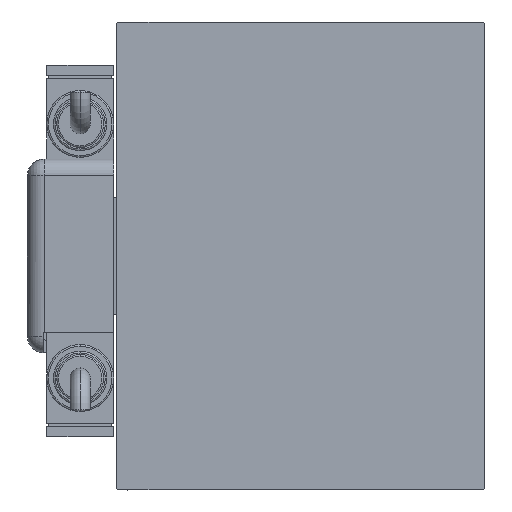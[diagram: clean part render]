
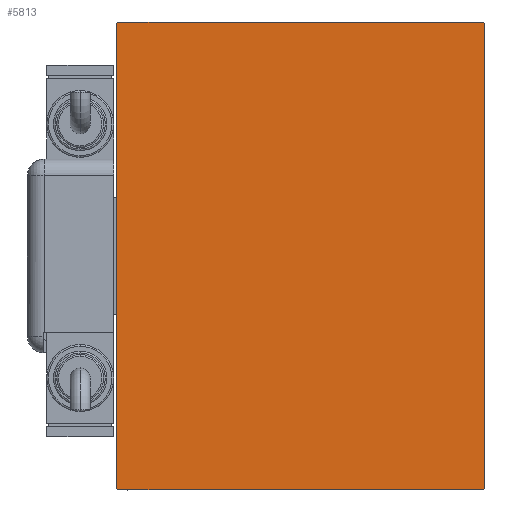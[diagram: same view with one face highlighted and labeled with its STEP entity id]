
A CAD part, left-side view. The second image highlights one B-rep face of the part: STEP entity #5813.
In plain terms, the highlighted face is planar.
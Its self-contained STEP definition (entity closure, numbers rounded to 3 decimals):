
#1306 = DIRECTION ( 'NONE',  ( 1., 0., 0. ) ) ;
#1401 = EDGE_LOOP ( 'NONE', ( #12865, #29758, #40588, #50902, #39621, #52240, #54338, #27974 ) ) ;
#3030 = EDGE_CURVE ( 'NONE', #19342, #42672, #11898, .T. ) ;
#3863 = LINE ( 'NONE', #31271, #33770 ) ;
#4396 = VECTOR ( 'NONE', #6540, 1000. ) ;
#5813 = ADVANCED_FACE ( 'NONE', ( #20087 ), #42429, .T. ) ;
#6540 = DIRECTION ( 'NONE',  ( 0., -0.707, 0.707 ) ) ;
#8302 = VERTEX_POINT ( 'NONE', #49495 ) ;
#11898 = LINE ( 'NONE', #57724, #51769 ) ;
#12865 = ORIENTED_EDGE ( 'NONE', *, *, #54061, .T. ) ;
#15317 = CARTESIAN_POINT ( 'NONE',  ( 173., 0., 0. ) ) ;
#17135 = CARTESIAN_POINT ( 'NONE',  ( 173., 55., 70. ) ) ;
#17154 = VERTEX_POINT ( 'NONE', #23826 ) ;
#17782 = LINE ( 'NONE', #45185, #54660 ) ;
#17998 = VERTEX_POINT ( 'NONE', #33739 ) ;
#18772 = CARTESIAN_POINT ( 'NONE',  ( 173., -62.35, -62.35 ) ) ;
#19257 = CARTESIAN_POINT ( 'NONE',  ( 173., 54.7, 70. ) ) ;
#19342 = VERTEX_POINT ( 'NONE', #47859 ) ;
#20087 = FACE_OUTER_BOUND ( 'NONE', #1401, .T. ) ;
#22068 = DIRECTION ( 'NONE',  ( 0., 0.707, -0.707 ) ) ;
#23391 = CARTESIAN_POINT ( 'NONE',  ( 173., 54.7, -70. ) ) ;
#23826 = CARTESIAN_POINT ( 'NONE',  ( 173., -54.7, -70. ) ) ;
#27974 = ORIENTED_EDGE ( 'NONE', *, *, #42805, .T. ) ;
#28889 = VECTOR ( 'NONE', #47342, 1000. ) ;
#28928 = DIRECTION ( 'NONE',  ( 0., -0.707, -0.707 ) ) ;
#29155 = CARTESIAN_POINT ( 'NONE',  ( 173., 62.35, 62.35 ) ) ;
#29706 = EDGE_CURVE ( 'NONE', #17998, #19342, #41772, .T. ) ;
#29758 = ORIENTED_EDGE ( 'NONE', *, *, #54502, .T. ) ;
#29949 = VECTOR ( 'NONE', #31732, 1000. ) ;
#30065 = DIRECTION ( 'NONE',  ( 0., 0., -1. ) ) ;
#30525 = VECTOR ( 'NONE', #28928, 1000. ) ;
#31271 = CARTESIAN_POINT ( 'NONE',  ( 173., -55., -70. ) ) ;
#31732 = DIRECTION ( 'NONE',  ( 0., -1., 0. ) ) ;
#32564 = VERTEX_POINT ( 'NONE', #19257 ) ;
#33739 = CARTESIAN_POINT ( 'NONE',  ( 173., -54.7, 70. ) ) ;
#33770 = VECTOR ( 'NONE', #49423, 1000. ) ;
#34752 = AXIS2_PLACEMENT_3D ( 'NONE', #15317, #1306, #55204 ) ;
#37712 = VERTEX_POINT ( 'NONE', #49020 ) ;
#39102 = CARTESIAN_POINT ( 'NONE',  ( 173., -55., -69.7 ) ) ;
#39621 = ORIENTED_EDGE ( 'NONE', *, *, #51430, .T. ) ;
#40089 = LINE ( 'NONE', #17135, #29949 ) ;
#40588 = ORIENTED_EDGE ( 'NONE', *, *, #40636, .T. ) ;
#40636 = EDGE_CURVE ( 'NONE', #37712, #8302, #42614, .T. ) ;
#41772 = LINE ( 'NONE', #46787, #30525 ) ;
#42429 = PLANE ( 'NONE',  #34752 ) ;
#42614 = LINE ( 'NONE', #43199, #28889 ) ;
#42672 = VERTEX_POINT ( 'NONE', #39102 ) ;
#42805 = EDGE_CURVE ( 'NONE', #42672, #17154, #49479, .T. ) ;
#43199 = CARTESIAN_POINT ( 'NONE',  ( 173., 55., -70. ) ) ;
#43249 = VECTOR ( 'NONE', #22068, 1000. ) ;
#43642 = VERTEX_POINT ( 'NONE', #23391 ) ;
#45185 = CARTESIAN_POINT ( 'NONE',  ( 173., 62.35, -62.35 ) ) ;
#46787 = CARTESIAN_POINT ( 'NONE',  ( 173., -62.35, 62.35 ) ) ;
#47342 = DIRECTION ( 'NONE',  ( 0., 0., 1. ) ) ;
#47859 = CARTESIAN_POINT ( 'NONE',  ( 173., -55., 69.7 ) ) ;
#48458 = DIRECTION ( 'NONE',  ( 0., 0.707, 0.707 ) ) ;
#49020 = CARTESIAN_POINT ( 'NONE',  ( 173., 55., -69.7 ) ) ;
#49423 = DIRECTION ( 'NONE',  ( 0., 1., 0. ) ) ;
#49479 = LINE ( 'NONE', #18772, #43249 ) ;
#49495 = CARTESIAN_POINT ( 'NONE',  ( 173., 55., 69.7 ) ) ;
#50902 = ORIENTED_EDGE ( 'NONE', *, *, #58356, .T. ) ;
#51430 = EDGE_CURVE ( 'NONE', #32564, #17998, #40089, .T. ) ;
#51769 = VECTOR ( 'NONE', #30065, 1000. ) ;
#52240 = ORIENTED_EDGE ( 'NONE', *, *, #29706, .T. ) ;
#53232 = LINE ( 'NONE', #29155, #4396 ) ;
#54061 = EDGE_CURVE ( 'NONE', #17154, #43642, #3863, .T. ) ;
#54338 = ORIENTED_EDGE ( 'NONE', *, *, #3030, .T. ) ;
#54502 = EDGE_CURVE ( 'NONE', #43642, #37712, #17782, .T. ) ;
#54660 = VECTOR ( 'NONE', #48458, 1000. ) ;
#55204 = DIRECTION ( 'NONE',  ( 0., 0., -1. ) ) ;
#57724 = CARTESIAN_POINT ( 'NONE',  ( 173., -55., 70. ) ) ;
#58356 = EDGE_CURVE ( 'NONE', #8302, #32564, #53232, .T. ) ;
